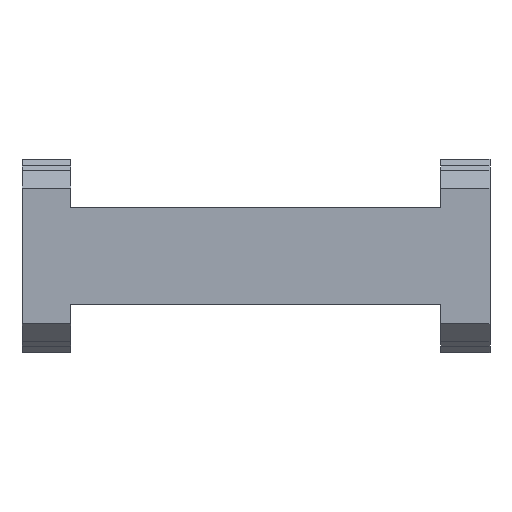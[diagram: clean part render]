
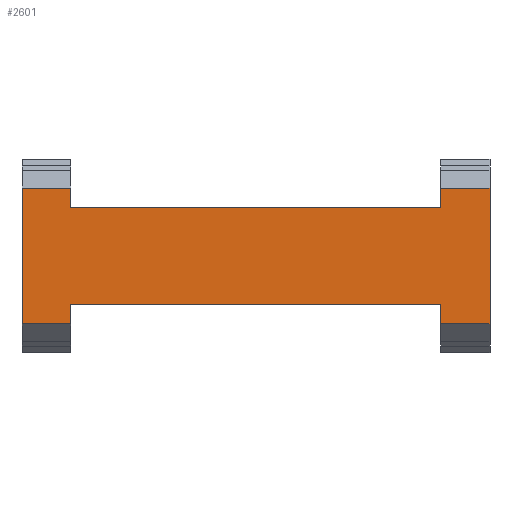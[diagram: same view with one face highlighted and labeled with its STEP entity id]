
A CAD part, front view. The second image highlights one B-rep face of the part: STEP entity #2601.
In plain terms, the highlighted planar face has unit normal (0, -1, 0).
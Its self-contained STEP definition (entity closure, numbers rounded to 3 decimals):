
#78=PLANE('',#2775);
#186=FACE_OUTER_BOUND('',#323,.T.);
#323=EDGE_LOOP('',(#1998,#1999,#2000,#2001,#2002,#2003,#2004,#2005,#2006,
#2007,#2008,#2009));
#562=LINE('',#7098,#807);
#566=LINE('',#7106,#811);
#588=LINE('',#7149,#833);
#650=LINE('',#7274,#895);
#663=LINE('',#7301,#908);
#674=LINE('',#7321,#919);
#690=LINE('',#7355,#935);
#699=LINE('',#7376,#944);
#700=LINE('',#7378,#945);
#701=LINE('',#7380,#946);
#702=LINE('',#7382,#947);
#703=LINE('',#7383,#948);
#807=VECTOR('',#2986,10.);
#811=VECTOR('',#2990,10.);
#833=VECTOR('',#3016,10.);
#895=VECTOR('',#3124,10.);
#908=VECTOR('',#3145,10.);
#919=VECTOR('',#3158,10.);
#935=VECTOR('',#3182,10.);
#944=VECTOR('',#3203,10.);
#945=VECTOR('',#3206,10.);
#946=VECTOR('',#3207,10.);
#947=VECTOR('',#3208,10.);
#948=VECTOR('',#3209,10.);
#1092=VERTEX_POINT('',#7094);
#1094=VERTEX_POINT('',#7097);
#1097=VERTEX_POINT('',#7103);
#1098=VERTEX_POINT('',#7105);
#1115=VERTEX_POINT('',#7145);
#1117=VERTEX_POINT('',#7148);
#1156=VERTEX_POINT('',#7271);
#1157=VERTEX_POINT('',#7273);
#1166=VERTEX_POINT('',#7298);
#1167=VERTEX_POINT('',#7300);
#1196=VERTEX_POINT('',#7379);
#1197=VERTEX_POINT('',#7381);
#1364=EDGE_CURVE('',#1094,#1092,#562,.T.);
#1368=EDGE_CURVE('',#1098,#1097,#566,.T.);
#1390=EDGE_CURVE('',#1117,#1115,#588,.T.);
#1453=EDGE_CURVE('',#1156,#1157,#650,.T.);
#1468=EDGE_CURVE('',#1166,#1167,#663,.T.);
#1479=EDGE_CURVE('',#1166,#1094,#674,.T.);
#1497=EDGE_CURVE('',#1097,#1157,#690,.T.);
#1508=EDGE_CURVE('',#1156,#1117,#699,.T.);
#1509=EDGE_CURVE('',#1167,#1115,#700,.T.);
#1510=EDGE_CURVE('',#1196,#1092,#701,.T.);
#1511=EDGE_CURVE('',#1196,#1197,#702,.T.);
#1512=EDGE_CURVE('',#1098,#1197,#703,.T.);
#1998=ORIENTED_EDGE('',*,*,#1390,.T.);
#1999=ORIENTED_EDGE('',*,*,#1509,.F.);
#2000=ORIENTED_EDGE('',*,*,#1468,.F.);
#2001=ORIENTED_EDGE('',*,*,#1479,.T.);
#2002=ORIENTED_EDGE('',*,*,#1364,.T.);
#2003=ORIENTED_EDGE('',*,*,#1510,.F.);
#2004=ORIENTED_EDGE('',*,*,#1511,.T.);
#2005=ORIENTED_EDGE('',*,*,#1512,.F.);
#2006=ORIENTED_EDGE('',*,*,#1368,.T.);
#2007=ORIENTED_EDGE('',*,*,#1497,.T.);
#2008=ORIENTED_EDGE('',*,*,#1453,.F.);
#2009=ORIENTED_EDGE('',*,*,#1508,.T.);
#2601=ADVANCED_FACE('',(#186),#78,.F.);
#2775=AXIS2_PLACEMENT_3D('',#7377,#3204,#3205);
#2986=DIRECTION('',(0.,0.,-1.));
#2990=DIRECTION('',(0.,0.,-1.));
#3016=DIRECTION('',(0.,0.,-1.));
#3124=DIRECTION('',(0.,0.,-1.));
#3145=DIRECTION('',(0.,0.,-1.));
#3158=DIRECTION('',(1.,0.,0.));
#3182=DIRECTION('',(-1.,0.,0.));
#3203=DIRECTION('',(-1.,0.,0.));
#3204=DIRECTION('center_axis',(0.,1.,0.));
#3205=DIRECTION('ref_axis',(0.,0.,-1.));
#3206=DIRECTION('',(-1.,0.,0.));
#3207=DIRECTION('',(-1.,0.,0.));
#3208=DIRECTION('',(0.,0.,1.));
#3209=DIRECTION('',(1.,0.,0.));
#7094=CARTESIAN_POINT('',(56.5,0.903,-20.756));
#7097=CARTESIAN_POINT('',(56.5,0.903,-14.739));
#7098=CARTESIAN_POINT('',(56.5,0.903,14.612));
#7103=CARTESIAN_POINT('',(56.5,0.903,14.739));
#7105=CARTESIAN_POINT('',(56.5,0.903,20.756));
#7106=CARTESIAN_POINT('',(56.5,0.903,14.612));
#7145=CARTESIAN_POINT('',(-71.457,0.903,-20.756));
#7148=CARTESIAN_POINT('',(-71.457,0.903,20.756));
#7149=CARTESIAN_POINT('',(-71.457,0.903,13.622));
#7271=CARTESIAN_POINT('',(-56.5,0.903,20.756));
#7273=CARTESIAN_POINT('',(-56.5,0.903,14.739));
#7274=CARTESIAN_POINT('',(-56.5,0.903,20.756));
#7298=CARTESIAN_POINT('',(-56.5,0.903,-14.739));
#7300=CARTESIAN_POINT('',(-56.5,0.903,-20.756));
#7301=CARTESIAN_POINT('',(-56.5,0.903,-14.739));
#7321=CARTESIAN_POINT('',(63.522,0.903,-14.739));
#7355=CARTESIAN_POINT('',(63.522,0.903,14.739));
#7376=CARTESIAN_POINT('',(-55.5,0.903,20.756));
#7377=CARTESIAN_POINT('Origin',(74.543,0.903,29.225));
#7378=CARTESIAN_POINT('',(-55.5,0.903,-20.756));
#7379=CARTESIAN_POINT('',(71.5,0.903,-20.756));
#7380=CARTESIAN_POINT('',(50.5,0.903,-20.756));
#7381=CARTESIAN_POINT('',(71.5,0.903,20.756));
#7382=CARTESIAN_POINT('',(71.5,0.903,15.796));
#7383=CARTESIAN_POINT('',(50.5,0.903,20.756));
